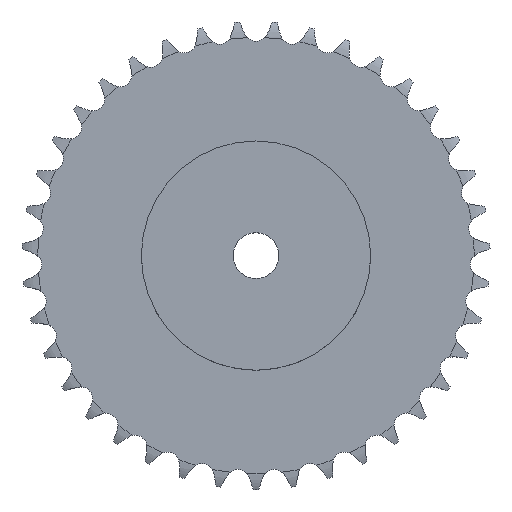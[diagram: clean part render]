
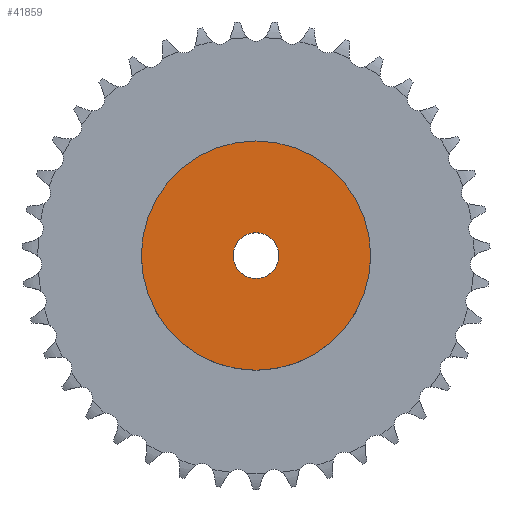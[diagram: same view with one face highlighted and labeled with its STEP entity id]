
A CAD part, top view. The second image highlights one B-rep face of the part: STEP entity #41859.
In plain terms, the highlighted planar face has unit normal (0, 0, 1).
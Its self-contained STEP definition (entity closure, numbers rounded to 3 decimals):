
#4791 = CYLINDRICAL_SURFACE('',#4792,50.);
#4792 = AXIS2_PLACEMENT_3D('',#4793,#4794,#4795);
#4793 = CARTESIAN_POINT('',(0.,0.,0.));
#4794 = DIRECTION('',(-0.,-0.,-1.));
#4795 = DIRECTION('',(1.,0.,0.));
#26170 = VERTEX_POINT('',#26171);
#26171 = CARTESIAN_POINT('',(50.,0.,35.));
#26192 = EDGE_CURVE('',#26170,#26170,#26193,.T.);
#26193 = SURFACE_CURVE('',#26194,(#26199,#26206),.PCURVE_S1.);
#26194 = CIRCLE('',#26195,50.);
#26195 = AXIS2_PLACEMENT_3D('',#26196,#26197,#26198);
#26196 = CARTESIAN_POINT('',(0.,0.,35.));
#26197 = DIRECTION('',(0.,0.,1.));
#26198 = DIRECTION('',(1.,0.,0.));
#26199 = PCURVE('',#4791,#26200);
#26200 = DEFINITIONAL_REPRESENTATION('',(#26201),#26205);
#26201 = LINE('',#26202,#26203);
#26202 = CARTESIAN_POINT('',(-0.,-35.));
#26203 = VECTOR('',#26204,1.);
#26204 = DIRECTION('',(-1.,0.));
#26205 = ( GEOMETRIC_REPRESENTATION_CONTEXT(2) 
PARAMETRIC_REPRESENTATION_CONTEXT() REPRESENTATION_CONTEXT('2D SPACE',''
  ) );
#26206 = PCURVE('',#26207,#26212);
#26207 = PLANE('',#26208);
#26208 = AXIS2_PLACEMENT_3D('',#26209,#26210,#26211);
#26209 = CARTESIAN_POINT('',(0.,0.,35.)
  );
#26210 = DIRECTION('',(0.,0.,1.));
#26211 = DIRECTION('',(1.,0.,0.));
#26212 = DEFINITIONAL_REPRESENTATION('',(#26213),#26217);
#26213 = CIRCLE('',#26214,50.);
#26214 = AXIS2_PLACEMENT_2D('',#26215,#26216);
#26215 = CARTESIAN_POINT('',(0.,0.));
#26216 = DIRECTION('',(1.,0.));
#26217 = ( GEOMETRIC_REPRESENTATION_CONTEXT(2) 
PARAMETRIC_REPRESENTATION_CONTEXT() REPRESENTATION_CONTEXT('2D SPACE',''
  ) );
#35426 = CYLINDRICAL_SURFACE('',#35427,10.);
#35427 = AXIS2_PLACEMENT_3D('',#35428,#35429,#35430);
#35428 = CARTESIAN_POINT('',(0.,0.,306.451));
#35429 = DIRECTION('',(0.,0.,1.));
#35430 = DIRECTION('',(1.,0.,0.));
#41859 = ADVANCED_FACE('',(#41860,#41863),#26207,.T.);
#41860 = FACE_BOUND('',#41861,.T.);
#41861 = EDGE_LOOP('',(#41862));
#41862 = ORIENTED_EDGE('',*,*,#26192,.T.);
#41863 = FACE_BOUND('',#41864,.T.);
#41864 = EDGE_LOOP('',(#41865));
#41865 = ORIENTED_EDGE('',*,*,#41866,.F.);
#41866 = EDGE_CURVE('',#41867,#41867,#41869,.T.);
#41867 = VERTEX_POINT('',#41868);
#41868 = CARTESIAN_POINT('',(10.,0.,35.));
#41869 = SURFACE_CURVE('',#41870,(#41875,#41882),.PCURVE_S1.);
#41870 = CIRCLE('',#41871,10.);
#41871 = AXIS2_PLACEMENT_3D('',#41872,#41873,#41874);
#41872 = CARTESIAN_POINT('',(0.,0.,35.));
#41873 = DIRECTION('',(0.,0.,1.));
#41874 = DIRECTION('',(1.,0.,0.));
#41875 = PCURVE('',#26207,#41876);
#41876 = DEFINITIONAL_REPRESENTATION('',(#41877),#41881);
#41877 = CIRCLE('',#41878,10.);
#41878 = AXIS2_PLACEMENT_2D('',#41879,#41880);
#41879 = CARTESIAN_POINT('',(0.,0.));
#41880 = DIRECTION('',(1.,0.));
#41881 = ( GEOMETRIC_REPRESENTATION_CONTEXT(2) 
PARAMETRIC_REPRESENTATION_CONTEXT() REPRESENTATION_CONTEXT('2D SPACE',''
  ) );
#41882 = PCURVE('',#35426,#41883);
#41883 = DEFINITIONAL_REPRESENTATION('',(#41884),#41888);
#41884 = LINE('',#41885,#41886);
#41885 = CARTESIAN_POINT('',(0.,-271.451));
#41886 = VECTOR('',#41887,1.);
#41887 = DIRECTION('',(1.,0.));
#41888 = ( GEOMETRIC_REPRESENTATION_CONTEXT(2) 
PARAMETRIC_REPRESENTATION_CONTEXT() REPRESENTATION_CONTEXT('2D SPACE',''
  ) );
